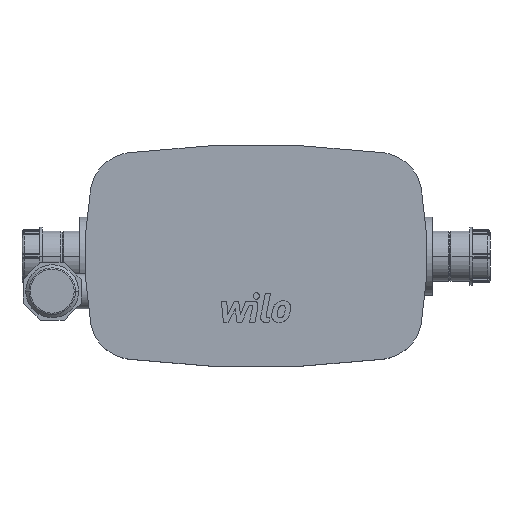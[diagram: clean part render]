
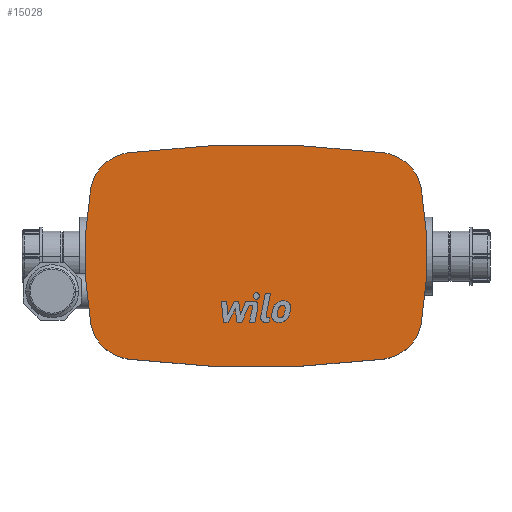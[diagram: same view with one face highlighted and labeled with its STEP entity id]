
A CAD part, top view. The second image highlights one B-rep face of the part: STEP entity #15028.
In plain terms, the highlighted planar face has unit normal (0, 0, 1).
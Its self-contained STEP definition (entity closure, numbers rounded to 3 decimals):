
#14541=CARTESIAN_POINT('',(-131.434,53.278,161.));
#14542=VERTEX_POINT('',#14541);
#14543=CARTESIAN_POINT('',(-101.387,82.04,161.));
#14544=VERTEX_POINT('',#14543);
#14545=CARTESIAN_POINT('',(-96.944,47.323,161.));
#14546=DIRECTION('',(0.0,0.0,-1.));
#14547=DIRECTION('',(-0.691,0.722,0.0));
#14548=AXIS2_PLACEMENT_3D('',#14545,#14546,#14547);
#14549=CIRCLE('',#14548,35.0);
#14550=EDGE_CURVE('',#14542,#14544,#14549,.T.);
#14593=CARTESIAN_POINT('',(-131.434,-53.278,161.));
#14594=VERTEX_POINT('',#14593);
#14601=CARTESIAN_POINT('',(177.112,0.,161.));
#14602=DIRECTION('',(0.0,0.0,-1.0));
#14603=DIRECTION('',(-0.968,0.251,0.0));
#14604=AXIS2_PLACEMENT_3D('',#14601,#14602,#14603);
#14605=CIRCLE('',#14604,313.112);
#14606=EDGE_CURVE('',#14594,#14542,#14605,.T.);
#14710=CARTESIAN_POINT('',(131.434,-53.278,161.));
#14711=VERTEX_POINT('',#14710);
#14712=CARTESIAN_POINT('',(101.387,-82.04,161.));
#14713=VERTEX_POINT('',#14712);
#14714=CARTESIAN_POINT('',(96.944,-47.323,161.));
#14715=DIRECTION('',(0.0,0.0,-1.));
#14716=DIRECTION('',(0.691,-0.722,0.0));
#14717=AXIS2_PLACEMENT_3D('',#14714,#14715,#14716);
#14718=CIRCLE('',#14717,35.0);
#14719=EDGE_CURVE('',#14711,#14713,#14718,.T.);
#14744=CARTESIAN_POINT('',(131.434,53.278,161.));
#14745=VERTEX_POINT('',#14744);
#14752=CARTESIAN_POINT('',(-177.112,0.,161.));
#14753=DIRECTION('',(0.0,0.0,-1.0));
#14754=DIRECTION('',(0.968,-0.251,0.0));
#14755=AXIS2_PLACEMENT_3D('',#14752,#14753,#14754);
#14756=CIRCLE('',#14755,313.112);
#14757=EDGE_CURVE('',#14745,#14711,#14756,.T.);
#14767=CARTESIAN_POINT('',(101.387,82.04,161.));
#14768=VERTEX_POINT('',#14767);
#14769=CARTESIAN_POINT('',(96.944,47.323,161.));
#14770=DIRECTION('',(0.0,0.0,-1.));
#14771=DIRECTION('',(0.691,0.722,0.0));
#14772=AXIS2_PLACEMENT_3D('',#14769,#14770,#14771);
#14773=CIRCLE('',#14772,35.);
#14774=EDGE_CURVE('',#14768,#14745,#14773,.T.);
#14793=CARTESIAN_POINT('',(0.,-710.3,161.));
#14794=DIRECTION('',(0.0,0.0,-1.));
#14795=DIRECTION('',(0.158,0.987,0.0));
#14796=AXIS2_PLACEMENT_3D('',#14793,#14794,#14795);
#14797=CIRCLE('',#14796,798.8);
#14798=EDGE_CURVE('',#14544,#14768,#14797,.T.);
#14810=CARTESIAN_POINT('',(-101.387,-82.04,161.));
#14811=VERTEX_POINT('',#14810);
#14812=CARTESIAN_POINT('',(-96.944,-47.323,161.));
#14813=DIRECTION('',(0.0,0.0,-1.));
#14814=DIRECTION('',(-0.691,-0.722,0.0));
#14815=AXIS2_PLACEMENT_3D('',#14812,#14813,#14814);
#14816=CIRCLE('',#14815,35.);
#14817=EDGE_CURVE('',#14811,#14594,#14816,.T.);
#14836=CARTESIAN_POINT('',(0.,710.3,161.));
#14837=DIRECTION('',(0.0,0.0,-1.0));
#14838=DIRECTION('',(-0.158,-0.987,0.0));
#14839=AXIS2_PLACEMENT_3D('',#14836,#14837,#14838);
#14840=CIRCLE('',#14839,798.8);
#14841=EDGE_CURVE('',#14713,#14811,#14840,.T.);
#15013=CARTESIAN_POINT('',(-129.368,-37.001,161.));
#15014=DIRECTION('',(0.0,0.0,1.0));
#15015=DIRECTION('',(1.0,0.0,0.0));
#15016=AXIS2_PLACEMENT_3D('',#15013,#15014,#15015);
#15017=PLANE('',#15016);
#15018=ORIENTED_EDGE('',*,*,#14550,.F.);
#15019=ORIENTED_EDGE('',*,*,#14606,.F.);
#15020=ORIENTED_EDGE('',*,*,#14817,.F.);
#15021=ORIENTED_EDGE('',*,*,#14841,.F.);
#15022=ORIENTED_EDGE('',*,*,#14719,.F.);
#15023=ORIENTED_EDGE('',*,*,#14757,.F.);
#15024=ORIENTED_EDGE('',*,*,#14774,.F.);
#15025=ORIENTED_EDGE('',*,*,#14798,.F.);
#15026=EDGE_LOOP('',(#15018,#15019,#15020,#15021,#15022,#15023,#15024,#15025));
#15027=FACE_OUTER_BOUND('',#15026,.T.);
#15028=ADVANCED_FACE('',(#15027),#15017,.T.);
